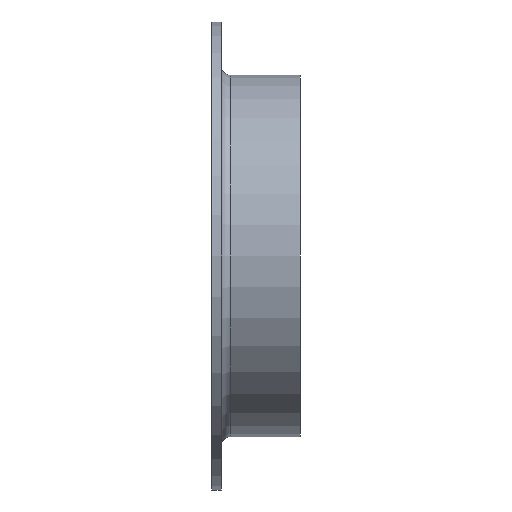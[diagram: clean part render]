
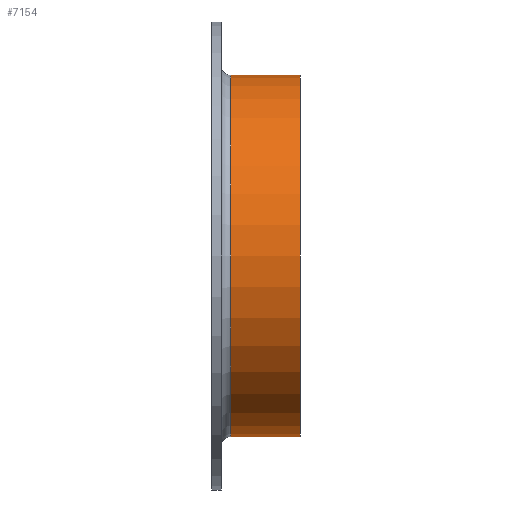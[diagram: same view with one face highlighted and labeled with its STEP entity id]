
A CAD part, front view. The second image highlights one B-rep face of the part: STEP entity #7154.
In plain terms, the highlighted cylindrical face has radius 57.15 mm (diameter 114.3 mm), a full revolution.
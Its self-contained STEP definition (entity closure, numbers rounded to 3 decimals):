
#382 = DIRECTION ( 'NONE',  ( -1., 0., 0. ) ) ;
#1126 = CARTESIAN_POINT ( 'NONE',  ( 28., 0., 0. ) ) ;
#1466 = CARTESIAN_POINT ( 'NONE',  ( 6., 0., 0. ) ) ;
#2496 = VERTEX_POINT ( 'NONE', #6608 ) ;
#2775 = EDGE_CURVE ( 'NONE', #2496, #2496, #2885, .T. ) ;
#2885 = CIRCLE ( 'NONE', #10176, 57.15 ) ;
#3381 = CARTESIAN_POINT ( 'NONE',  ( 0., 0., 0. ) ) ;
#4006 = EDGE_LOOP ( 'NONE', ( #10536 ) ) ;
#4275 = DIRECTION ( 'NONE',  ( 1., 0., 0. ) ) ;
#4404 = DIRECTION ( 'NONE',  ( 0., 0., 1. ) ) ;
#5055 = DIRECTION ( 'NONE',  ( 0., 0., 1. ) ) ;
#5741 = EDGE_CURVE ( 'NONE', #12752, #12752, #7003, .T. ) ;
#6608 = CARTESIAN_POINT ( 'NONE',  ( 6., 0., 57.15 ) ) ;
#7003 = CIRCLE ( 'NONE', #12978, 57.15 ) ;
#7154 = ADVANCED_FACE ( 'NONE', ( #12629, #9757 ), #9563, .T. ) ;
#7573 = DIRECTION ( 'NONE',  ( 0., 0., 1. ) ) ;
#8381 = ORIENTED_EDGE ( 'NONE', *, *, #2775, .T. ) ;
#9195 = EDGE_LOOP ( 'NONE', ( #8381 ) ) ;
#9331 = AXIS2_PLACEMENT_3D ( 'NONE', #3381, #382, #7573 ) ;
#9563 = CYLINDRICAL_SURFACE ( 'NONE', #9331, 57.15 ) ;
#9751 = CARTESIAN_POINT ( 'NONE',  ( 28., 0., 57.15 ) ) ;
#9757 = FACE_OUTER_BOUND ( 'NONE', #4006, .T. ) ;
#10170 = DIRECTION ( 'NONE',  ( -1., 0., 0. ) ) ;
#10176 = AXIS2_PLACEMENT_3D ( 'NONE', #1466, #4275, #4404 ) ;
#10536 = ORIENTED_EDGE ( 'NONE', *, *, #5741, .T. ) ;
#12629 = FACE_OUTER_BOUND ( 'NONE', #9195, .T. ) ;
#12752 = VERTEX_POINT ( 'NONE', #9751 ) ;
#12978 = AXIS2_PLACEMENT_3D ( 'NONE', #1126, #10170, #5055 ) ;
